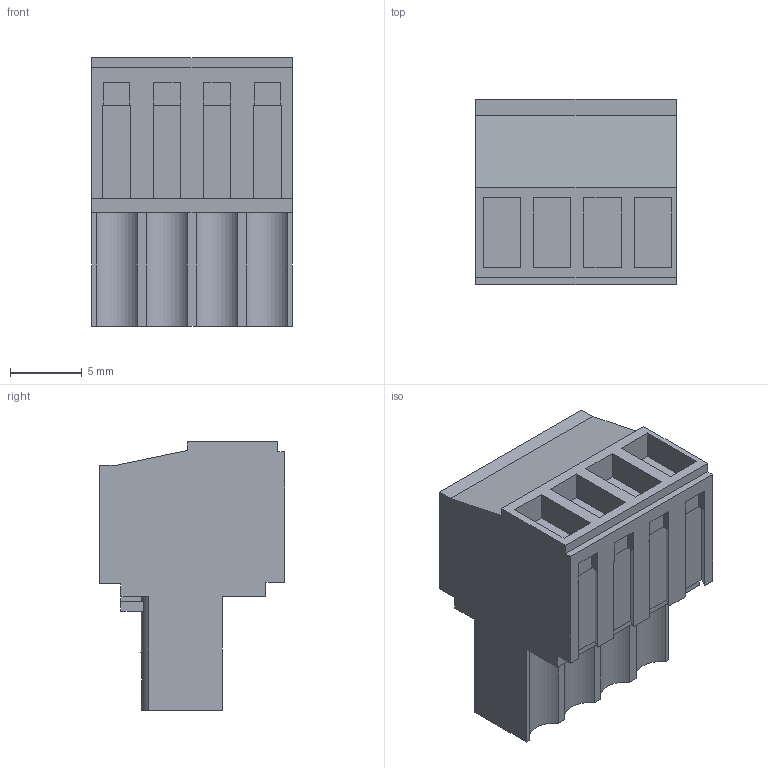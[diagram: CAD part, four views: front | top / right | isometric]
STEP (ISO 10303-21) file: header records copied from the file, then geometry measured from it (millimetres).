
FILE_DESCRIPTION(('CATIA V5 STEP Exchange','CAx-IF Rec.Pracs.--- Model Styling and Organization---1.2---2011-12-15'),'2;1');
FILE_NAME ('D1453062_0_1597380000_1597380000.stp','2017-04-25T09:50:10+00:00',('none'),('Weidmueller'),'CATIA Version 5-6 Release 2014','CATIA V5 STEP AP214','none');
FILE_SCHEMA(('AUTOMOTIVE_DESIGN { 1 0 10303 214 1 1 1 1 }'));
Length unit declared in the file: millimetre
Products named in the file (1): 1597380000
Bounding box: 14 x 12.9 x 18.7 mm (x, y, z)
Volume: 2068.4 mm3; surface area: 1838.7 mm2
Topology: 5 solids, 5 shells, 251 faces, 699 edges, 474 vertices
Faces by surface type: plane 227, cylinder 24
Entity records: 7555 total; most frequent: ORIENTED_EDGE 1398, CARTESIAN_POINT 1350, DIRECTION 1051, EDGE_CURVE 699, VECTOR 611, LINE 611, VERTEX_POINT 474, EDGE_LOOP 267
